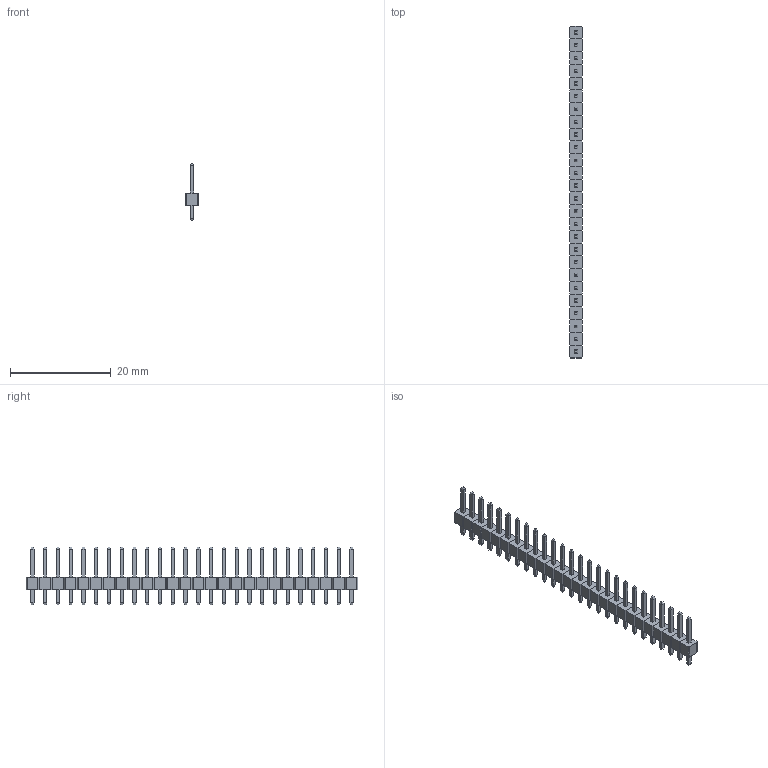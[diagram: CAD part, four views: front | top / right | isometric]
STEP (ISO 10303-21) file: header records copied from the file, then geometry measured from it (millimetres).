
FILE_DESCRIPTION (( 'STEP AP214' ), '1' );
FILE_NAME ('26x1_Pin_Header_2.54mm.STEP', '2022-08-24T06:21:56', ( '' ), ( '' ), 'SwSTEP 2.0', 'SolidWorks 2022', '' );
FILE_SCHEMA (( 'AUTOMOTIVE_DESIGN' ));
Length unit declared in the file: millimetre
Products named in the file (2): 1x1_Pin_Header_2.54mm; 26x1_Pin_Header_2.54mm
Assembly tree (26 placements, depth 2):
  26x1_Pin_Header_2.54mm
    1x1_Pin_Header_2.54mm  x26
Bounding box: 2.54 x 66.04 x 11.5 mm (x, y, z)
Volume: 513.3 mm3; surface area: 1543.8 mm2
Topology: 26 solids, 26 shells, 728 faces, 1664 edges, 1040 vertices
Faces by surface type: plane 728
Entity records: 1338 total; most frequent: DIRECTION 178, CARTESIAN_POINT 161, ORIENTED_EDGE 128, LINE 64, EDGE_CURVE 64, VECTOR 64, AXIS2_PLACEMENT_3D 57, VERTEX_POINT 40
